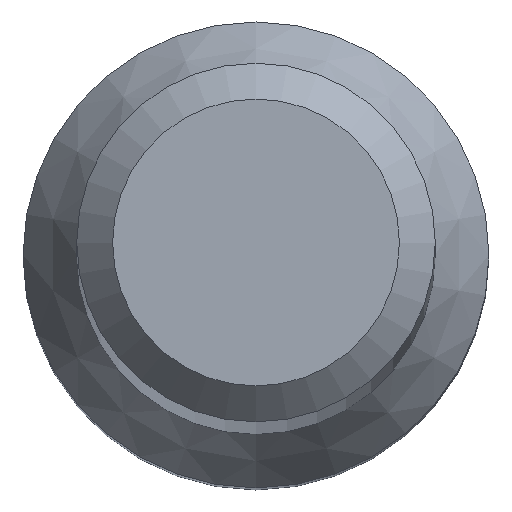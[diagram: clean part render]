
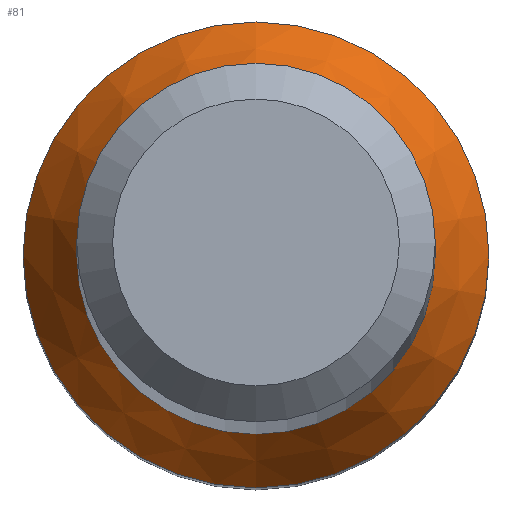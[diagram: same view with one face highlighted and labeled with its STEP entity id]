
A CAD part, top view. The second image highlights one B-rep face of the part: STEP entity #81.
In plain terms, the highlighted conical face has half-angle 30 degrees and reference radius 1.949 mm.
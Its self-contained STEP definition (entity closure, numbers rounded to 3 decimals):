
#3 = AXIS2_PLACEMENT_3D ( 'NONE', #94, #99, #242 ) ;
#26 = CIRCLE ( 'NONE', #3, 1.949 ) ;
#30 = CONICAL_SURFACE ( 'NONE', #54, 1.949, 0.524 ) ;
#40 = DIRECTION ( 'NONE',  ( 0., 0., -1. ) ) ;
#41 = EDGE_CURVE ( 'NONE', #178, #178, #26, .T. ) ;
#53 = FACE_BOUND ( 'NONE', #89, .T. ) ;
#54 = AXIS2_PLACEMENT_3D ( 'NONE', #209, #40, #226 ) ;
#61 = CARTESIAN_POINT ( 'NONE',  ( 0., 1.949, 10.305 ) ) ;
#63 = DIRECTION ( 'NONE',  ( 0., 0., -1. ) ) ;
#73 = AXIS2_PLACEMENT_3D ( 'NONE', #119, #63, #217 ) ;
#79 = CIRCLE ( 'NONE', #73, 1.5 ) ;
#80 = CARTESIAN_POINT ( 'NONE',  ( 0., 1.5, 11.083 ) ) ;
#81 = ADVANCED_FACE ( 'NONE', ( #53, #111 ), #30, .T. ) ;
#89 = EDGE_LOOP ( 'NONE', ( #227 ) ) ;
#94 = CARTESIAN_POINT ( 'NONE',  ( 0., 0., 10.305 ) ) ;
#99 = DIRECTION ( 'NONE',  ( 0., 0., -1. ) ) ;
#105 = VERTEX_POINT ( 'NONE', #80 ) ;
#111 = FACE_OUTER_BOUND ( 'NONE', #145, .T. ) ;
#119 = CARTESIAN_POINT ( 'NONE',  ( 0., 0., 11.083 ) ) ;
#145 = EDGE_LOOP ( 'NONE', ( #243 ) ) ;
#178 = VERTEX_POINT ( 'NONE', #61 ) ;
#204 = EDGE_CURVE ( 'NONE', #105, #105, #79, .T. ) ;
#209 = CARTESIAN_POINT ( 'NONE',  ( 0., 0., 10.305 ) ) ;
#217 = DIRECTION ( 'NONE',  ( 0., 1., 0. ) ) ;
#226 = DIRECTION ( 'NONE',  ( 0., 1., 0. ) ) ;
#227 = ORIENTED_EDGE ( 'NONE', *, *, #204, .T. ) ;
#242 = DIRECTION ( 'NONE',  ( 0., 1., 0. ) ) ;
#243 = ORIENTED_EDGE ( 'NONE', *, *, #41, .F. ) ;
